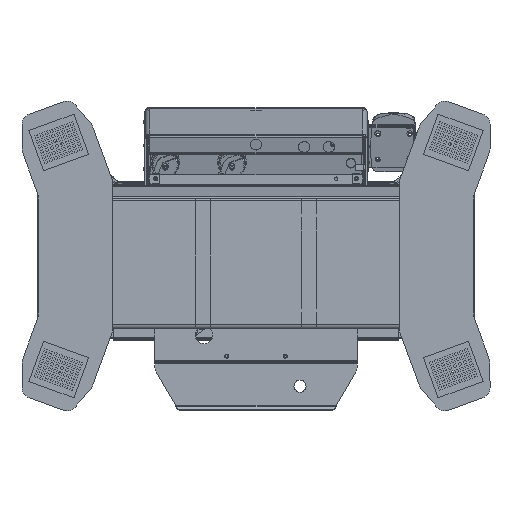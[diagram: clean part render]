
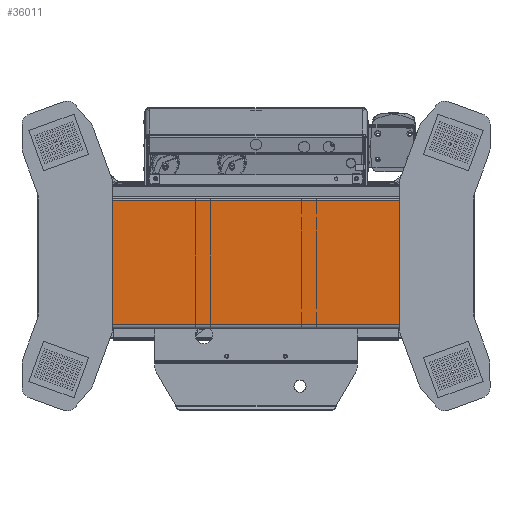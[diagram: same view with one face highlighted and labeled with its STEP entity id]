
A CAD part, front view. The second image highlights one B-rep face of the part: STEP entity #36011.
In plain terms, the highlighted planar face has unit normal (0, -1, 0).
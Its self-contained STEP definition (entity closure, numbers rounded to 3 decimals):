
#1847 = VERTEX_POINT ( 'NONE', #63483 ) ;
#5051 = CARTESIAN_POINT ( 'NONE',  ( -13.406, 1.687, 5.185 ) ) ;
#6753 = VERTEX_POINT ( 'NONE', #65487 ) ;
#7896 = ORIENTED_EDGE ( 'NONE', *, *, #91251, .T. ) ;
#13535 = LINE ( 'NONE', #5051, #30874 ) ;
#16271 = VECTOR ( 'NONE', #44554, 39.37 ) ;
#18345 = DIRECTION ( 'NONE',  ( 1., 0., 0. ) ) ;
#19229 = EDGE_CURVE ( 'NONE', #50270, #6753, #104150, .T. ) ;
#26795 = CARTESIAN_POINT ( 'NONE',  ( -13.688, 1.687, 5.185 ) ) ;
#30874 = VECTOR ( 'NONE', #82933, 39.37 ) ;
#36011 = ADVANCED_FACE ( 'NONE', ( #88160 ), #106805, .T. ) ;
#36600 = CARTESIAN_POINT ( 'NONE',  ( -13.406, 1.687, 5.185 ) ) ;
#44554 = DIRECTION ( 'NONE',  ( 1., 0., 0. ) ) ;
#44686 = DIRECTION ( 'NONE',  ( 0., 0., -1. ) ) ;
#46549 = ORIENTED_EDGE ( 'NONE', *, *, #107345, .T. ) ;
#48752 = VECTOR ( 'NONE', #90982, 39.37 ) ;
#49187 = CARTESIAN_POINT ( 'NONE',  ( 13.406, 1.687, 5.185 ) ) ;
#50270 = VERTEX_POINT ( 'NONE', #36600 ) ;
#52098 = VERTEX_POINT ( 'NONE', #98231 ) ;
#53720 = DIRECTION ( 'NONE',  ( 0., -1., 0. ) ) ;
#54841 = CARTESIAN_POINT ( 'NONE',  ( -13.688, 1.687, 5.185 ) ) ;
#63483 = CARTESIAN_POINT ( 'NONE',  ( 13.406, 1.687, -6.438 ) ) ;
#65487 = CARTESIAN_POINT ( 'NONE',  ( 13.406, 1.687, 5.185 ) ) ;
#66589 = EDGE_LOOP ( 'NONE', ( #89381, #7896, #46549, #98478 ) ) ;
#71092 = LINE ( 'NONE', #86932, #16271 ) ;
#82512 = LINE ( 'NONE', #49187, #48752 ) ;
#82933 = DIRECTION ( 'NONE',  ( 0., 0., 1. ) ) ;
#86932 = CARTESIAN_POINT ( 'NONE',  ( -13.688, 1.687, -6.438 ) ) ;
#88160 = FACE_OUTER_BOUND ( 'NONE', #66589, .T. ) ;
#88653 = VECTOR ( 'NONE', #18345, 39.37 ) ;
#89381 = ORIENTED_EDGE ( 'NONE', *, *, #108143, .F. ) ;
#90982 = DIRECTION ( 'NONE',  ( 0., 0., 1. ) ) ;
#91251 = EDGE_CURVE ( 'NONE', #52098, #1847, #71092, .T. ) ;
#95877 = AXIS2_PLACEMENT_3D ( 'NONE', #54841, #53720, #44686 ) ;
#98231 = CARTESIAN_POINT ( 'NONE',  ( -13.406, 1.687, -6.438 ) ) ;
#98478 = ORIENTED_EDGE ( 'NONE', *, *, #19229, .F. ) ;
#104150 = LINE ( 'NONE', #26795, #88653 ) ;
#106805 = PLANE ( 'NONE',  #95877 ) ;
#107345 = EDGE_CURVE ( 'NONE', #1847, #6753, #82512, .T. ) ;
#108143 = EDGE_CURVE ( 'NONE', #52098, #50270, #13535, .T. ) ;
